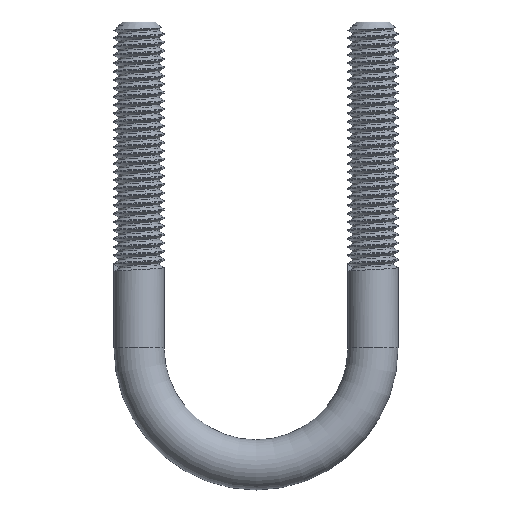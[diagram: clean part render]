
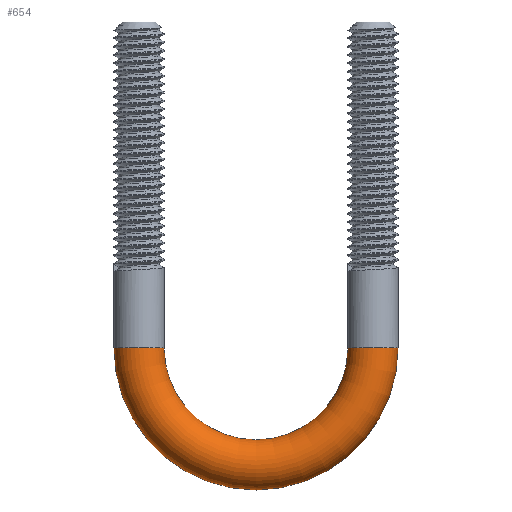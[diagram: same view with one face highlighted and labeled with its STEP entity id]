
A CAD part, front view. The second image highlights one B-rep face of the part: STEP entity #654.
In plain terms, the highlighted toroidal (fillet/blend) face has major radius 14 mm and minor radius 3 mm.
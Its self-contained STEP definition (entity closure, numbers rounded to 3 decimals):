
#100 = DIRECTION ( 'NONE',  ( 0., 1., 0. ) ) ;
#368 = EDGE_CURVE ( 'NONE', #13208, #3689, #1261, .T. ) ;
#580 = DIRECTION ( 'NONE',  ( 0., 0., 1. ) ) ;
#654 = ADVANCED_FACE ( 'NONE', ( #6848 ), #8473, .T. ) ;
#861 = DIRECTION ( 'NONE',  ( 0., 0., 1. ) ) ;
#1261 = CIRCLE ( 'NONE', #2981, 3. ) ;
#1460 = DIRECTION ( 'NONE',  ( 0., 1., 0. ) ) ;
#1485 = AXIS2_PLACEMENT_3D ( 'NONE', #7954, #9929, #580 ) ;
#1807 = DIRECTION ( 'NONE',  ( 1., 0., 0. ) ) ;
#2408 = AXIS2_PLACEMENT_3D ( 'NONE', #11825, #1460, #10737 ) ;
#2981 = AXIS2_PLACEMENT_3D ( 'NONE', #6384, #7815, #1807 ) ;
#3024 = DIRECTION ( 'NONE',  ( -1., 0., 0. ) ) ;
#3605 = ORIENTED_EDGE ( 'NONE', *, *, #8012, .F. ) ;
#3689 = VERTEX_POINT ( 'NONE', #8496 ) ;
#3835 = ORIENTED_EDGE ( 'NONE', *, *, #12434, .T. ) ;
#4033 = VERTEX_POINT ( 'NONE', #7164 ) ;
#4125 = AXIS2_PLACEMENT_3D ( 'NONE', #12362, #11278, #3024 ) ;
#5648 = ORIENTED_EDGE ( 'NONE', *, *, #368, .F. ) ;
#6384 = CARTESIAN_POINT ( 'NONE',  ( 11.5, 0., -110.642 ) ) ;
#6559 = ORIENTED_EDGE ( 'NONE', *, *, #10583, .T. ) ;
#6848 = FACE_OUTER_BOUND ( 'NONE', #10959, .T. ) ;
#6999 = CARTESIAN_POINT ( 'NONE',  ( -2.5, 0., -110.642 ) ) ;
#7164 = CARTESIAN_POINT ( 'NONE',  ( -13.5, 0., -110.642 ) ) ;
#7815 = DIRECTION ( 'NONE',  ( 0., 0., 1. ) ) ;
#7850 = CIRCLE ( 'NONE', #4125, 3. ) ;
#7954 = CARTESIAN_POINT ( 'NONE',  ( -2.5, 0., -110.642 ) ) ;
#8012 = EDGE_CURVE ( 'NONE', #3689, #8620, #12174, .T. ) ;
#8288 = CIRCLE ( 'NONE', #2408, 11. ) ;
#8473 = TOROIDAL_SURFACE ( 'NONE', #1485, 14., 3. ) ;
#8496 = CARTESIAN_POINT ( 'NONE',  ( 14.5, 0., -110.642 ) ) ;
#8620 = VERTEX_POINT ( 'NONE', #11504 ) ;
#9167 = CARTESIAN_POINT ( 'NONE',  ( 8.5, 0., -110.642 ) ) ;
#9929 = DIRECTION ( 'NONE',  ( 0., 1., 0. ) ) ;
#10583 = EDGE_CURVE ( 'NONE', #4033, #8620, #7850, .T. ) ;
#10737 = DIRECTION ( 'NONE',  ( 0., 0., 1. ) ) ;
#10959 = EDGE_LOOP ( 'NONE', ( #3605, #5648, #3835, #6559 ) ) ;
#11278 = DIRECTION ( 'NONE',  ( 0., 0., -1. ) ) ;
#11504 = CARTESIAN_POINT ( 'NONE',  ( -19.5, 0., -110.642 ) ) ;
#11825 = CARTESIAN_POINT ( 'NONE',  ( -2.5, 0., -110.642 ) ) ;
#12174 = CIRCLE ( 'NONE', #12387, 17. ) ;
#12362 = CARTESIAN_POINT ( 'NONE',  ( -16.5, 0., -110.642 ) ) ;
#12387 = AXIS2_PLACEMENT_3D ( 'NONE', #6999, #100, #861 ) ;
#12434 = EDGE_CURVE ( 'NONE', #13208, #4033, #8288, .T. ) ;
#13208 = VERTEX_POINT ( 'NONE', #9167 ) ;
